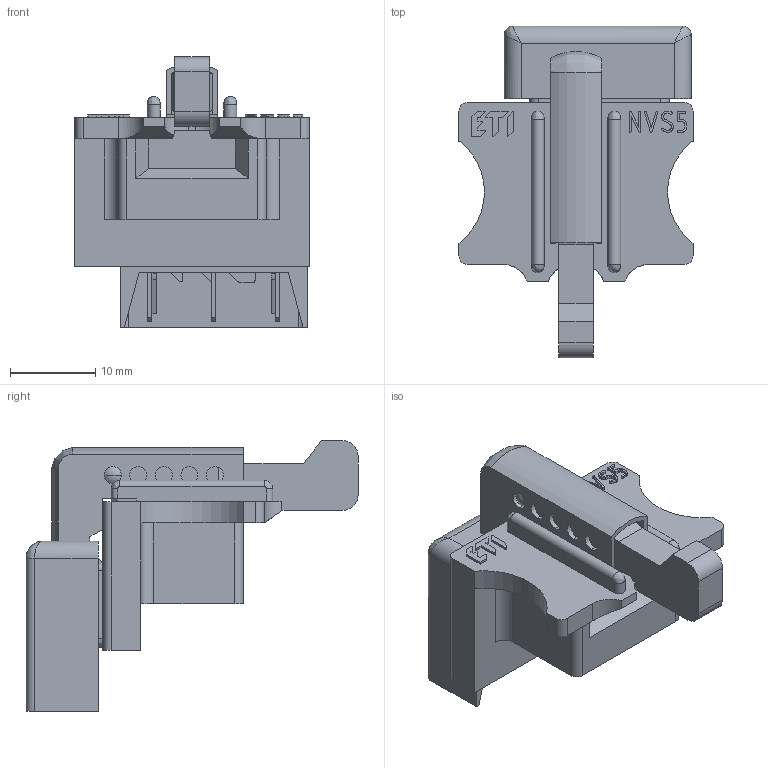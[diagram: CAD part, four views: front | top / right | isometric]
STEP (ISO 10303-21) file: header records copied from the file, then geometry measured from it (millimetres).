
FILE_DESCRIPTION((''),'2;1');
FILE_NAME('004117001_NVS5_ASM','2021-11-15T',('marketing.praksa'),('Audax d.o.o.'),'CREO PARAMETRIC BY PTC INC, 2017480','CREO PARAMETRIC BY PTC INC, 2017480','');
FILE_SCHEMA(('AUTOMOTIVE_DESIGN { 1 0 10303 214 1 1 1 1 }'));
Length unit declared in the file: millimetre
Products named in the file (7): NVS5_BODY_1; 0000031119_3D_2; BLM; NVS5_BODY_1_1_3; RAG; PRT9572; 004117001_NVS5_ASM
Assembly tree (6 placements, depth 2):
  004117001_NVS5_ASM
    NVS5_BODY_1
    0000031119_3D_2
    BLM
    NVS5_BODY_1_1_3
    RAG
    PRT9572
Bounding box: 27.5 x 39 x 31.8 mm (x, y, z)
Volume: 8664.1 mm3; surface area: 7715.5 mm2
Topology: 10 solids, 10 shells, 449 faces, 1249 edges, 832 vertices
Faces by surface type: plane 245, cylinder 137, extrusion 55, bspline 8, sphere 4
Entity records: 22637 total; most frequent: CARTESIAN_POINT 3425, ORIENTED_EDGE 2490, DIRECTION 2290, PRESENTATION_STYLE_ASSIGNMENT 1759, STYLED_ITEM 1759, CURVE_STYLE 1300, EDGE_CURVE 1245, VECTOR 856
